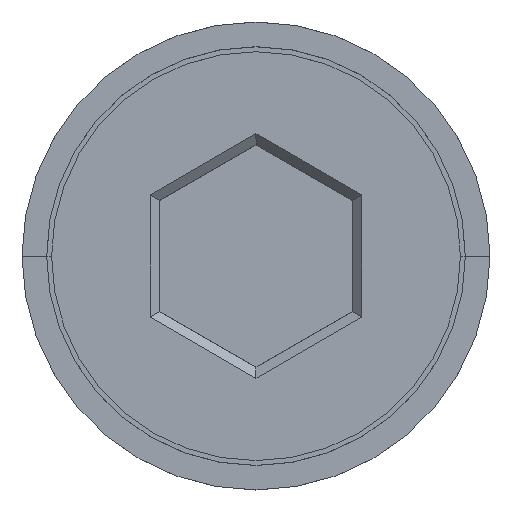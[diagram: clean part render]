
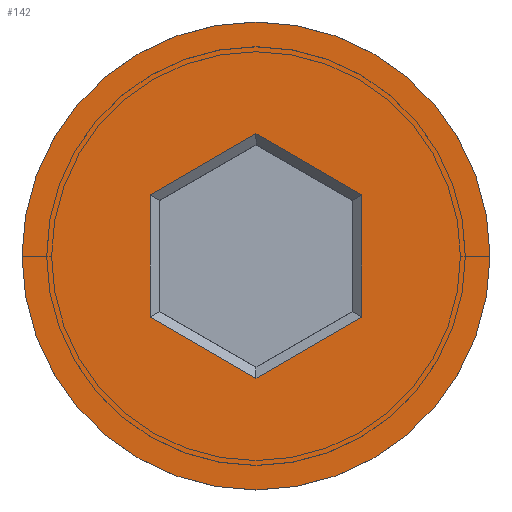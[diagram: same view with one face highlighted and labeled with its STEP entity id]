
A CAD part, top view. The second image highlights one B-rep face of the part: STEP entity #142.
In plain terms, the highlighted planar face has unit normal (0, 0, 1).
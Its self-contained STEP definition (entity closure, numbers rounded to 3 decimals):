
#18 = EDGE_CURVE ( 'NONE', #284, #764, #812, .T. ) ;
#64 = CARTESIAN_POINT ( 'NONE',  ( 2.05, 1.299, 0. ) ) ;
#101 = PLANE ( 'NONE',  #529 ) ;
#111 = ORIENTED_EDGE ( 'NONE', *, *, #1436, .T. ) ;
#114 = ORIENTED_EDGE ( 'NONE', *, *, #424, .T. ) ;
#135 = AXIS2_PLACEMENT_3D ( 'NONE', #441, #1437, #200 ) ;
#142 = ADVANCED_FACE ( 'NONE', ( #1596, #1463 ), #101, .T. ) ;
#145 = CARTESIAN_POINT ( 'NONE',  ( -0.1, 2.425, 0. ) ) ;
#179 = VECTOR ( 'NONE', #1435, 1000. ) ;
#200 = DIRECTION ( 'NONE',  ( 1., 0., 0. ) ) ;
#284 = VERTEX_POINT ( 'NONE', #461 ) ;
#308 = LINE ( 'NONE', #683, #179 ) ;
#317 = DIRECTION ( 'NONE',  ( 0., 0., 1. ) ) ;
#341 = DIRECTION ( 'NONE',  ( 1., 0., 0. ) ) ;
#364 = CARTESIAN_POINT ( 'NONE',  ( 0., -2.483, 0. ) ) ;
#373 = DIRECTION ( 'NONE',  ( 0., 1., 0. ) ) ;
#380 = CARTESIAN_POINT ( 'NONE',  ( 0., 0., 0. ) ) ;
#387 = EDGE_LOOP ( 'NONE', ( #111, #1036, #994, #594, #114, #676 ) ) ;
#401 = CIRCLE ( 'NONE', #951, 4.75 ) ;
#402 = VERTEX_POINT ( 'NONE', #1540 ) ;
#417 = VERTEX_POINT ( 'NONE', #364 ) ;
#424 = EDGE_CURVE ( 'NONE', #764, #402, #752, .T. ) ;
#427 = DIRECTION ( 'NONE',  ( 0.866, -0.5, 0. ) ) ;
#441 = CARTESIAN_POINT ( 'NONE',  ( 0., 0., 0. ) ) ;
#461 = CARTESIAN_POINT ( 'NONE',  ( 0., 2.483, 0. ) ) ;
#486 = DIRECTION ( 'NONE',  ( 1., 0., 0. ) ) ;
#496 = CARTESIAN_POINT ( 'NONE',  ( 2.15, -1.126, 0. ) ) ;
#510 = CARTESIAN_POINT ( 'NONE',  ( -2.05, -1.299, 0. ) ) ;
#519 = LINE ( 'NONE', #1240, #1322 ) ;
#529 = AXIS2_PLACEMENT_3D ( 'NONE', #591, #317, #341 ) ;
#540 = EDGE_CURVE ( 'NONE', #1175, #1292, #401, .T. ) ;
#591 = CARTESIAN_POINT ( 'NONE',  ( 0., 0., 0. ) ) ;
#594 = ORIENTED_EDGE ( 'NONE', *, *, #18, .T. ) ;
#595 = VECTOR ( 'NONE', #891, 1000. ) ;
#654 = VERTEX_POINT ( 'NONE', #1072 ) ;
#676 = ORIENTED_EDGE ( 'NONE', *, *, #1181, .T. ) ;
#683 = CARTESIAN_POINT ( 'NONE',  ( 0.1, -2.425, 0. ) ) ;
#739 = ORIENTED_EDGE ( 'NONE', *, *, #540, .T. ) ;
#752 = LINE ( 'NONE', #496, #900 ) ;
#764 = VERTEX_POINT ( 'NONE', #943 ) ;
#783 = EDGE_CURVE ( 'NONE', #1292, #1175, #830, .T. ) ;
#812 = LINE ( 'NONE', #64, #1390 ) ;
#830 = CIRCLE ( 'NONE', #135, 4.75 ) ;
#891 = DIRECTION ( 'NONE',  ( -0.866, 0.5, 0. ) ) ;
#900 = VECTOR ( 'NONE', #1241, 1000. ) ;
#934 = CARTESIAN_POINT ( 'NONE',  ( -4.75, 0., 0. ) ) ;
#943 = CARTESIAN_POINT ( 'NONE',  ( 2.15, 1.241, 0. ) ) ;
#951 = AXIS2_PLACEMENT_3D ( 'NONE', #380, #1120, #486 ) ;
#954 = VECTOR ( 'NONE', #1521, 1000. ) ;
#994 = ORIENTED_EDGE ( 'NONE', *, *, #1395, .T. ) ;
#1036 = ORIENTED_EDGE ( 'NONE', *, *, #1386, .T. ) ;
#1072 = CARTESIAN_POINT ( 'NONE',  ( -2.15, -1.241, 0. ) ) ;
#1096 = CARTESIAN_POINT ( 'NONE',  ( 4.75, 0., 0. ) ) ;
#1116 = LINE ( 'NONE', #510, #595 ) ;
#1120 = DIRECTION ( 'NONE',  ( 0., 0., 1. ) ) ;
#1138 = VERTEX_POINT ( 'NONE', #1536 ) ;
#1175 = VERTEX_POINT ( 'NONE', #934 ) ;
#1181 = EDGE_CURVE ( 'NONE', #402, #417, #308, .T. ) ;
#1240 = CARTESIAN_POINT ( 'NONE',  ( -2.15, 1.126, 0. ) ) ;
#1241 = DIRECTION ( 'NONE',  ( 0., -1., 0. ) ) ;
#1292 = VERTEX_POINT ( 'NONE', #1096 ) ;
#1322 = VECTOR ( 'NONE', #373, 1000. ) ;
#1386 = EDGE_CURVE ( 'NONE', #654, #1138, #519, .T. ) ;
#1390 = VECTOR ( 'NONE', #427, 1000. ) ;
#1395 = EDGE_CURVE ( 'NONE', #1138, #284, #1505, .T. ) ;
#1419 = ORIENTED_EDGE ( 'NONE', *, *, #783, .T. ) ;
#1435 = DIRECTION ( 'NONE',  ( -0.866, -0.5, 0. ) ) ;
#1436 = EDGE_CURVE ( 'NONE', #417, #654, #1116, .T. ) ;
#1437 = DIRECTION ( 'NONE',  ( 0., 0., 1. ) ) ;
#1463 = FACE_OUTER_BOUND ( 'NONE', #1475, .T. ) ;
#1475 = EDGE_LOOP ( 'NONE', ( #1419, #739 ) ) ;
#1505 = LINE ( 'NONE', #145, #954 ) ;
#1521 = DIRECTION ( 'NONE',  ( 0.866, 0.5, 0. ) ) ;
#1536 = CARTESIAN_POINT ( 'NONE',  ( -2.15, 1.241, 0. ) ) ;
#1540 = CARTESIAN_POINT ( 'NONE',  ( 2.15, -1.241, 0. ) ) ;
#1596 = FACE_BOUND ( 'NONE', #387, .T. ) ;
